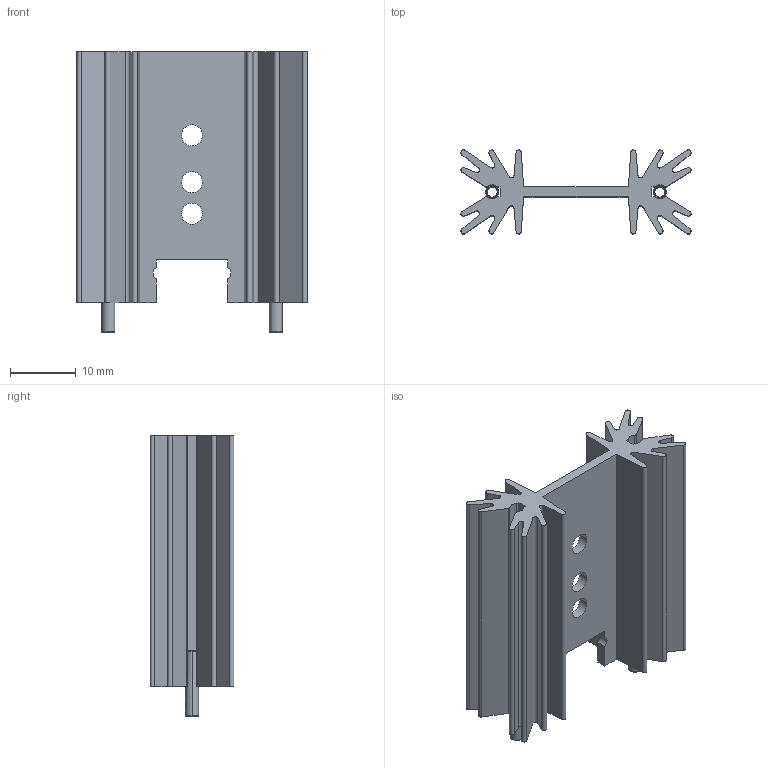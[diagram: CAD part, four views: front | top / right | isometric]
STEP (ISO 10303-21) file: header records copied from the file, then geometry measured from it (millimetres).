
FILE_DESCRIPTION(('STEP AP203'),'1');
FILE_NAME('sk_104_38_1_sts.stp','2021-09-26T08:46:34',('TraceParts'),('TraceParts S.A.'),'Spatial InterOp 3D',' ',' ');
FILE_SCHEMA(('CONFIG_CONTROL_DESIGN'));
Length unit declared in the file: millimetre
Products named in the file (1): 1
Bounding box: 34.9 x 12.7 x 42.6 mm (x, y, z)
Volume: 5639.6 mm3; surface area: 7741.6 mm2
Topology: 3 solids, 3 shells, 282 faces, 828 edges, 552 vertices
Faces by surface type: cylinder 162, plane 108, torus 12
Entity records: 11932 total; most frequent: CARTESIAN_POINT 4537, ORIENTED_EDGE 1656, DIRECTION 1438, EDGE_CURVE 828, VERTEX_POINT 552, AXIS2_PLACEMENT_3D 541, LINE 356, VECTOR 356
